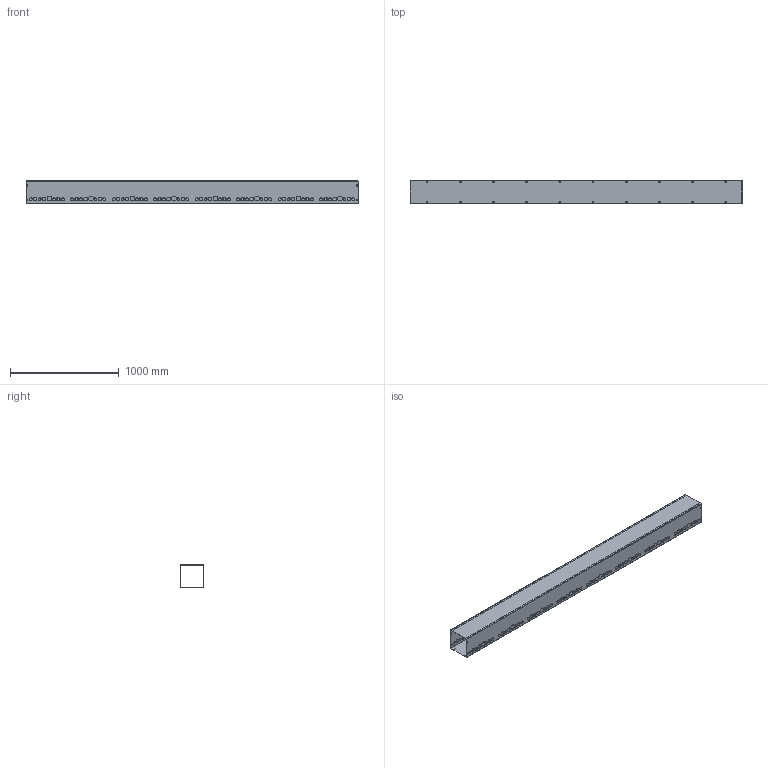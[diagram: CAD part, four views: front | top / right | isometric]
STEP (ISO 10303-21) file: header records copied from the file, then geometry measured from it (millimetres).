
FILE_DESCRIPTION(/* description */ ('WW, S, BLR, GALV, 8X8X120'),/* implementation_level */ '2;1');
FILE_NAME(/* name */ 'S88120G.stp',/* time_stamp */ '2017-06-23T19:59:58+05:00',/* author */ ('vdas'),/* organization */ (''),/* preprocessor_version */ 'ST-DEVELOPER v16.1',/* originating_system */ 'Autodesk Inventor 2016',/* authorisation */ '');
FILE_SCHEMA (('AUTOMOTIVE_DESIGN { 1 0 10303 214 3 1 1 }'));
Length unit declared in the file: inch
Products named in the file (4): S88120GBLR; S88120GLID; 372141; S88120G
Assembly tree (22 placements, depth 2):
  S88120G
    S88120GBLR
    S88120GLID
    372141  x20
Bounding box: 3048 x 208.53 x 212.27 mm (x, y, z)
Volume: 4936851.9 mm3; surface area: 5233285.1 mm2
Topology: 22 solids, 22 shells, 2196 faces, 4908 edges, 2968 vertices
Faces by surface type: plane 808, cone 540, cylinder 528, torus 280, bspline 40
Full cylindrical faces by diameter (mm): 4.089 x20, 4.595 x160, 6.35 x4, 7.938 x20, 22.225 x32, 28.575 x64, 28.6 x32, 34.925 x48, 44.45 x16
Entity records: 20722 total; most frequent: CARTESIAN_POINT 4307, DIRECTION 3450, ORIENTED_EDGE 2536, AXIS2_PLACEMENT_3D 1513, EDGE_LOOP 1346, EDGE_CURVE 1268, VERTEX_POINT 1006, CIRCLE 776
